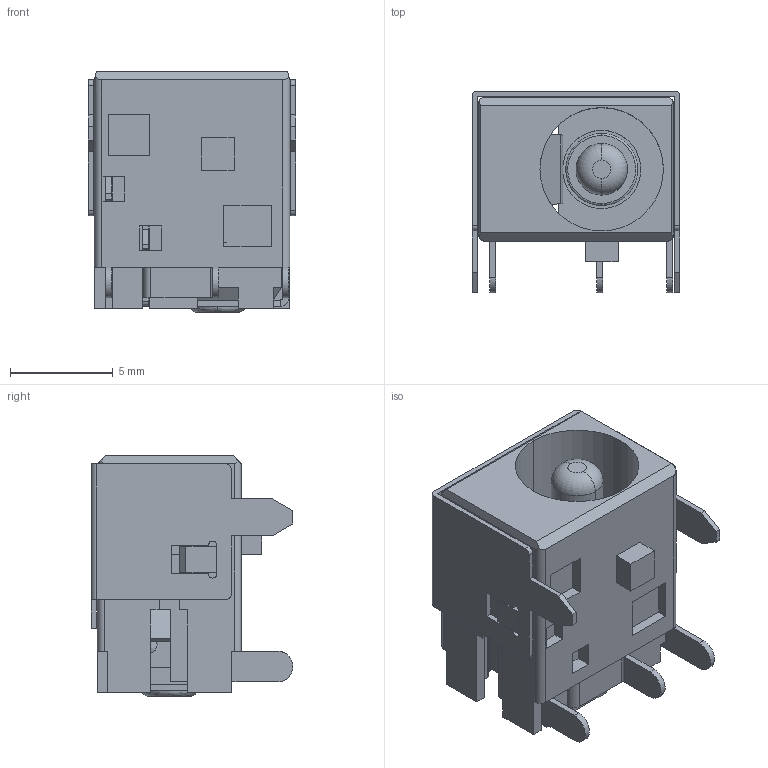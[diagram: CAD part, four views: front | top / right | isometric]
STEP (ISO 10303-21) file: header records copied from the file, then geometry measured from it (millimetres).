
FILE_DESCRIPTION (( 'STEP AP214' ), '1' );
FILE_NAME ('54-00128.STEP', '2023-07-17T07:20:43', ( '' ), ( '' ), 'SwSTEP 2.0', 'SolidWorks 2021', '' );
FILE_SCHEMA (( 'AUTOMOTIVE_DESIGN' ));
Length unit declared in the file: millimetre
Products named in the file (2): 54-00128; 54-00128_54-00128
Assembly tree (1 placements, depth 2):
  54-00128
    54-00128_54-00128
Bounding box: 10.1 x 9.8 x 11.7 mm (x, y, z)
Volume: 463.2 mm3; surface area: 1578.6 mm2
Topology: 6 solids, 6 shells, 348 faces, 959 edges, 629 vertices
Faces by surface type: plane 244, cylinder 82, bspline 18, cone 2, torus 2
Entity records: 11632 total; most frequent: CARTESIAN_POINT 2699, ORIENTED_EDGE 1906, DIRECTION 1719, EDGE_CURVE 953, LINE 737, VECTOR 737, VERTEX_POINT 629, AXIS2_PLACEMENT_3D 491
